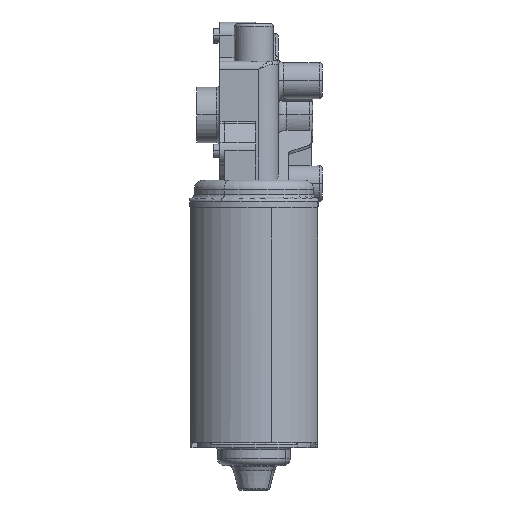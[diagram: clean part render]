
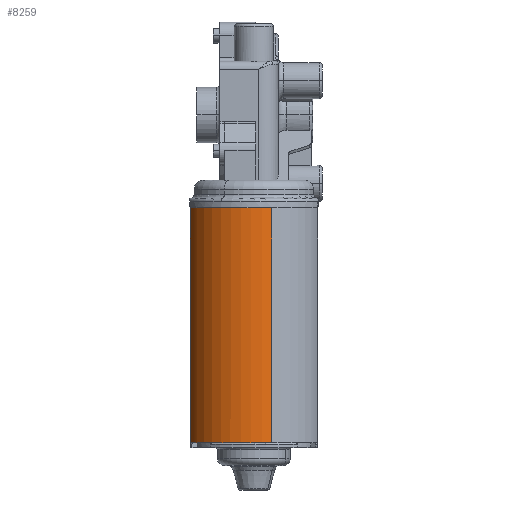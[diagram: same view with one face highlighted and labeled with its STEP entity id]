
A CAD part, left-side view. The second image highlights one B-rep face of the part: STEP entity #8259.
In plain terms, the highlighted cylindrical face has radius 21 mm (diameter 42 mm), a partial arc.
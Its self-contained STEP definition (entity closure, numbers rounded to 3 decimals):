
#8168=AXIS2_PLACEMENT_3D('Cylinder Axis2P3D',#8165,#8166,#8167) ;
#8172=AXIS2_PLACEMENT_3D('Circle Axis2P3D',#8170,#8171,$) ;
#8181=AXIS2_PLACEMENT_3D('Circle Axis2P3D',#8179,#8180,$) ;
#8195=AXIS2_PLACEMENT_3D('Circle Axis2P3D',#8193,#8194,$) ;
#8202=AXIS2_PLACEMENT_3D('Circle Axis2P3D',#8200,#8201,$) ;
#8209=AXIS2_PLACEMENT_3D('Circle Axis2P3D',#8207,#8208,$) ;
#8216=AXIS2_PLACEMENT_3D('Circle Axis2P3D',#8214,#8215,$) ;
#8221=AXIS2_PLACEMENT_3D('Circle Axis2P3D',#8219,#8220,$) ;
#8228=AXIS2_PLACEMENT_3D('Circle Axis2P3D',#8226,#8227,$) ;
#8235=AXIS2_PLACEMENT_3D('Circle Axis2P3D',#8233,#8234,$) ;
#8242=AXIS2_PLACEMENT_3D('Circle Axis2P3D',#8240,#8241,$) ;
#8105=CARTESIAN_POINT('Vertex',(-20.267,19.501,-30.)) ;
#8108=CARTESIAN_POINT('Line Origine',(-20.267,19.501,-66.)) ;
#8112=CARTESIAN_POINT('Vertex',(-20.267,19.501,-102.)) ;
#8165=CARTESIAN_POINT('Axis2P3D Location',(0.,25.,-66.)) ;
#8170=CARTESIAN_POINT('Axis2P3D Location',(0.,25.,-30.)) ;
#8174=CARTESIAN_POINT('Vertex',(-10.,43.466,-30.)) ;
#8176=CARTESIAN_POINT('Vertex',(-8.,44.416,-30.)) ;
#8179=CARTESIAN_POINT('Axis2P3D Location',(0.,25.,-30.)) ;
#8183=CARTESIAN_POINT('Vertex',(-7.794,44.5,-30.)) ;
#8186=CARTESIAN_POINT('Line Origine',(-7.794,44.5,-66.)) ;
#8190=CARTESIAN_POINT('Vertex',(-7.794,44.5,-102.)) ;
#8193=CARTESIAN_POINT('Axis2P3D Location',(0.,25.,-102.)) ;
#8197=CARTESIAN_POINT('Vertex',(-10.,43.466,-102.)) ;
#8200=CARTESIAN_POINT('Axis2P3D Location',(0.,25.,-102.)) ;
#8204=CARTESIAN_POINT('Vertex',(-11.711,42.432,-102.)) ;
#8207=CARTESIAN_POINT('Axis2P3D Location',(0.,25.,-102.)) ;
#8211=CARTESIAN_POINT('Vertex',(-18.398,35.124,-102.)) ;
#8214=CARTESIAN_POINT('Axis2P3D Location',(0.,25.,-102.)) ;
#8219=CARTESIAN_POINT('Axis2P3D Location',(0.,25.,-30.)) ;
#8223=CARTESIAN_POINT('Vertex',(-18.429,35.068,-30.)) ;
#8226=CARTESIAN_POINT('Axis2P3D Location',(0.,25.,-30.)) ;
#8230=CARTESIAN_POINT('Vertex',(-18.398,35.124,-30.)) ;
#8233=CARTESIAN_POINT('Axis2P3D Location',(0.,25.,-30.)) ;
#8237=CARTESIAN_POINT('Vertex',(-11.711,42.432,-30.)) ;
#8240=CARTESIAN_POINT('Axis2P3D Location',(0.,25.,-30.)) ;
#8109=DIRECTION('Vector Direction',(0.,0.,-1.)) ;
#8166=DIRECTION('Axis2P3D Direction',(0.,0.,-1.)) ;
#8167=DIRECTION('Axis2P3D XDirection',(-0.965,-0.262,0.)) ;
#8171=DIRECTION('Axis2P3D Direction',(0.,0.,-1.)) ;
#8180=DIRECTION('Axis2P3D Direction',(0.,0.,-1.)) ;
#8187=DIRECTION('Vector Direction',(0.,0.,-1.)) ;
#8194=DIRECTION('Axis2P3D Direction',(0.,0.,-1.)) ;
#8201=DIRECTION('Axis2P3D Direction',(0.,0.,-1.)) ;
#8208=DIRECTION('Axis2P3D Direction',(0.,0.,-1.)) ;
#8215=DIRECTION('Axis2P3D Direction',(0.,0.,-1.)) ;
#8220=DIRECTION('Axis2P3D Direction',(0.,0.,-1.)) ;
#8227=DIRECTION('Axis2P3D Direction',(0.,0.,-1.)) ;
#8234=DIRECTION('Axis2P3D Direction',(0.,0.,-1.)) ;
#8241=DIRECTION('Axis2P3D Direction',(0.,0.,-1.)) ;
#8110=VECTOR('Line Direction',#8109,1.) ;
#8188=VECTOR('Line Direction',#8187,1.) ;
#8246=ORIENTED_EDGE('',*,*,#8178,.T.) ;
#8247=ORIENTED_EDGE('',*,*,#8185,.T.) ;
#8248=ORIENTED_EDGE('',*,*,#8192,.T.) ;
#8249=ORIENTED_EDGE('',*,*,#8199,.F.) ;
#8250=ORIENTED_EDGE('',*,*,#8206,.F.) ;
#8251=ORIENTED_EDGE('',*,*,#8213,.F.) ;
#8252=ORIENTED_EDGE('',*,*,#8218,.F.) ;
#8253=ORIENTED_EDGE('',*,*,#8114,.F.) ;
#8254=ORIENTED_EDGE('',*,*,#8225,.T.) ;
#8255=ORIENTED_EDGE('',*,*,#8232,.T.) ;
#8256=ORIENTED_EDGE('',*,*,#8239,.T.) ;
#8257=ORIENTED_EDGE('',*,*,#8244,.T.) ;
#8259=ADVANCED_FACE('',(#8258),#8169,.T.) ;
#8173=CIRCLE('generated circle',#8172,21.) ;
#8182=CIRCLE('generated circle',#8181,21.) ;
#8196=CIRCLE('generated circle',#8195,21.) ;
#8203=CIRCLE('generated circle',#8202,21.) ;
#8210=CIRCLE('generated circle',#8209,21.) ;
#8217=CIRCLE('generated circle',#8216,21.) ;
#8222=CIRCLE('generated circle',#8221,21.) ;
#8229=CIRCLE('generated circle',#8228,21.) ;
#8236=CIRCLE('generated circle',#8235,21.) ;
#8243=CIRCLE('generated circle',#8242,21.) ;
#8169=CYLINDRICAL_SURFACE('generated cylinder',#8168,21.) ;
#8114=EDGE_CURVE('',#8106,#8113,#8111,.T.) ;
#8178=EDGE_CURVE('',#8175,#8177,#8173,.T.) ;
#8185=EDGE_CURVE('',#8177,#8184,#8182,.T.) ;
#8192=EDGE_CURVE('',#8184,#8191,#8189,.T.) ;
#8199=EDGE_CURVE('',#8198,#8191,#8196,.T.) ;
#8206=EDGE_CURVE('',#8205,#8198,#8203,.T.) ;
#8213=EDGE_CURVE('',#8212,#8205,#8210,.T.) ;
#8218=EDGE_CURVE('',#8113,#8212,#8217,.T.) ;
#8225=EDGE_CURVE('',#8106,#8224,#8222,.T.) ;
#8232=EDGE_CURVE('',#8224,#8231,#8229,.T.) ;
#8239=EDGE_CURVE('',#8231,#8238,#8236,.T.) ;
#8244=EDGE_CURVE('',#8238,#8175,#8243,.T.) ;
#8245=EDGE_LOOP('',(#8246,#8247,#8248,#8249,#8250,#8251,#8252,#8253,#8254,#8255,#8256,#8257)) ;
#8258=FACE_OUTER_BOUND('',#8245,.T.) ;
#8111=LINE('Line',#8108,#8110) ;
#8189=LINE('Line',#8186,#8188) ;
#8106=VERTEX_POINT('',#8105) ;
#8113=VERTEX_POINT('',#8112) ;
#8175=VERTEX_POINT('',#8174) ;
#8177=VERTEX_POINT('',#8176) ;
#8184=VERTEX_POINT('',#8183) ;
#8191=VERTEX_POINT('',#8190) ;
#8198=VERTEX_POINT('',#8197) ;
#8205=VERTEX_POINT('',#8204) ;
#8212=VERTEX_POINT('',#8211) ;
#8224=VERTEX_POINT('',#8223) ;
#8231=VERTEX_POINT('',#8230) ;
#8238=VERTEX_POINT('',#8237) ;
